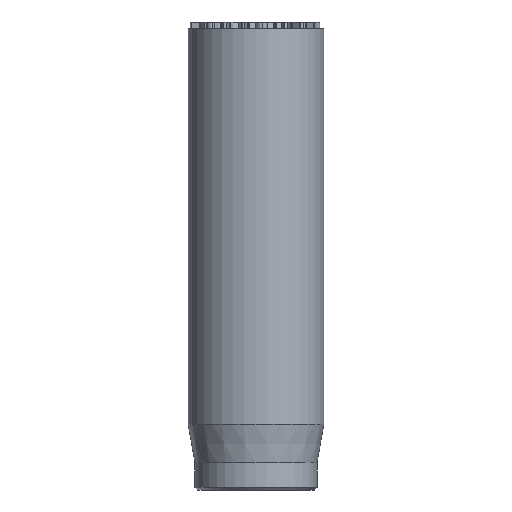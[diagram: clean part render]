
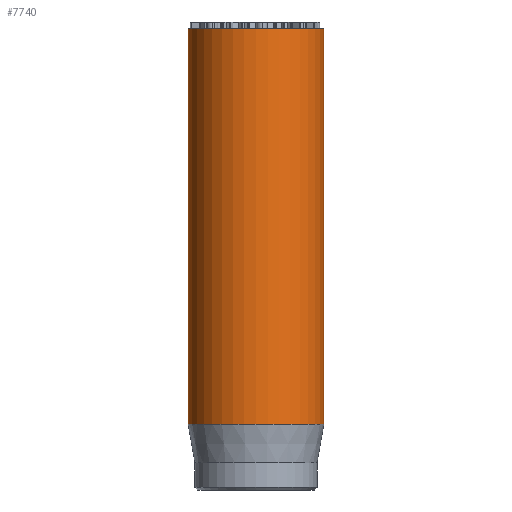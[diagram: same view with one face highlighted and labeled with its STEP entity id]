
A CAD part, front view. The second image highlights one B-rep face of the part: STEP entity #7740.
In plain terms, the highlighted cylindrical face has radius 2.5 mm (diameter 5 mm), a full revolution.
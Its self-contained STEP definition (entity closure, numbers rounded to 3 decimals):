
#32=CYLINDRICAL_SURFACE('',#8073,2.5);
#46=CIRCLE('',#8042,2.5);
#62=CIRCLE('',#8071,2.5);
#63=CIRCLE('',#8072,2.5);
#1069=FACE_OUTER_BOUND('',#1545,.T.);
#1545=EDGE_LOOP('',(#6991,#6992,#6993,#6994,#6995));
#2261=LINE('',#14005,#2985);
#2985=VECTOR('',#9296,2.5);
#3711=VERTEX_POINT('',#13946);
#3727=VERTEX_POINT('',#13999);
#3728=VERTEX_POINT('',#14000);
#4798=EDGE_CURVE('',#3711,#3711,#46,.T.);
#4822=EDGE_CURVE('',#3727,#3728,#62,.T.);
#4823=EDGE_CURVE('',#3728,#3727,#63,.T.);
#4825=EDGE_CURVE('',#3711,#3727,#2261,.T.);
#6991=ORIENTED_EDGE('',*,*,#4798,.T.);
#6992=ORIENTED_EDGE('',*,*,#4825,.T.);
#6993=ORIENTED_EDGE('',*,*,#4822,.T.);
#6994=ORIENTED_EDGE('',*,*,#4823,.T.);
#6995=ORIENTED_EDGE('',*,*,#4825,.F.);
#7740=ADVANCED_FACE('',(#1069),#32,.T.);
#8042=AXIS2_PLACEMENT_3D('',#13947,#9223,#9224);
#8071=AXIS2_PLACEMENT_3D('',#14001,#9289,#9290);
#8072=AXIS2_PLACEMENT_3D('',#14002,#9291,#9292);
#8073=AXIS2_PLACEMENT_3D('',#14004,#9294,#9295);
#9223=DIRECTION('center_axis',(0.,0.,-1.));
#9224=DIRECTION('ref_axis',(-1.,0.,0.));
#9289=DIRECTION('center_axis',(0.,0.,1.));
#9290=DIRECTION('ref_axis',(-1.,0.,0.));
#9291=DIRECTION('center_axis',(0.,0.,1.));
#9292=DIRECTION('ref_axis',(-1.,0.,0.));
#9294=DIRECTION('center_axis',(0.,0.,1.));
#9295=DIRECTION('ref_axis',(-1.,0.,0.));
#9296=DIRECTION('',(0.,0.,-1.));
#13946=CARTESIAN_POINT('',(2.5,0.,17.));
#13947=CARTESIAN_POINT('Origin',(0.,0.,17.));
#13999=CARTESIAN_POINT('',(2.5,0.,2.418));
#14000=CARTESIAN_POINT('',(-2.5,0.,2.418));
#14001=CARTESIAN_POINT('Origin',(0.,0.,2.418));
#14002=CARTESIAN_POINT('Origin',(0.,0.,2.418));
#14004=CARTESIAN_POINT('Origin',(0.,0.,0.));
#14005=CARTESIAN_POINT('',(2.5,0.,0.));
